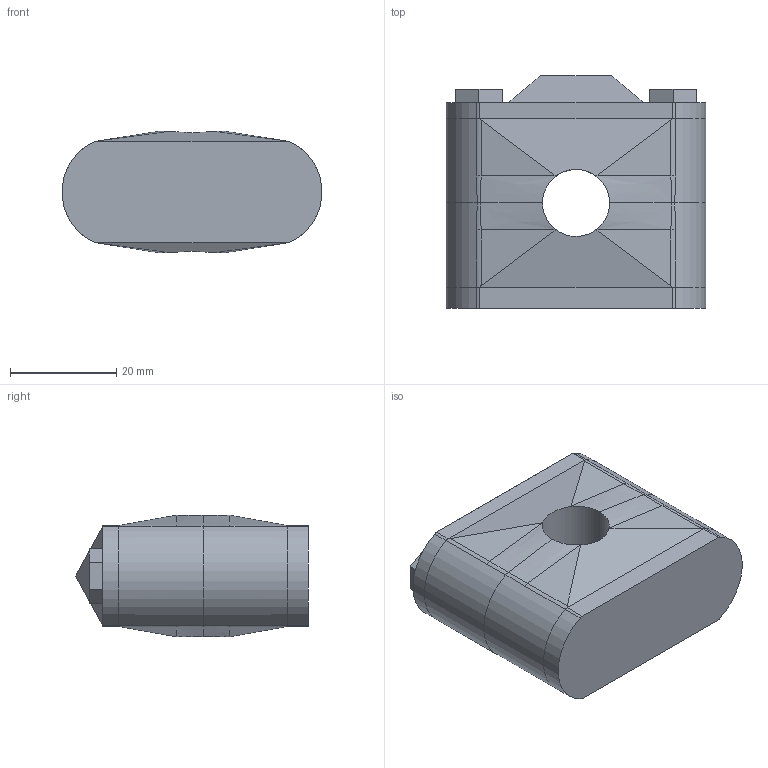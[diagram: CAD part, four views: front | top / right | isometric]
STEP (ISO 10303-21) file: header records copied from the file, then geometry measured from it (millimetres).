
FILE_DESCRIPTION (( 'STEP AP214' ), '1' );
FILE_NAME ('CSDW050TXXXSA.STEP', '2019-02-16T17:33:06', ( '' ), ( '' ), 'SwSTEP 2.0', 'SolidWorks 2013', '' );
FILE_SCHEMA (( 'AUTOMOTIVE_DESIGN' ));
Length unit declared in the file: millimetre
Products named in the file (1): CSDW050TXXXSA
Bounding box: 48.95 x 43.84 x 22.86 mm (x, y, z)
Surface area: 7852.1 mm2 (no closed solid volume)
Topology: 0 solids, 4 shells, 79 faces, 475 edges, 400 vertices
Faces by surface type: plane 37, cylinder 26, bspline 16
Entity records: 7944 total; most frequent: CARTESIAN_POINT 3823, ORIENTED_EDGE 648, DIRECTION 492, EDGE_CURVE 475, VERTEX_POINT 400, LINE 228, VECTOR 228, B_SPLINE_CURVE_WITH_KNOTS 167
